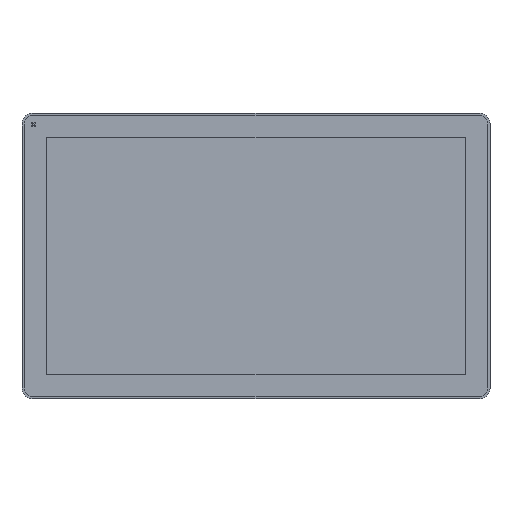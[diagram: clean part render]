
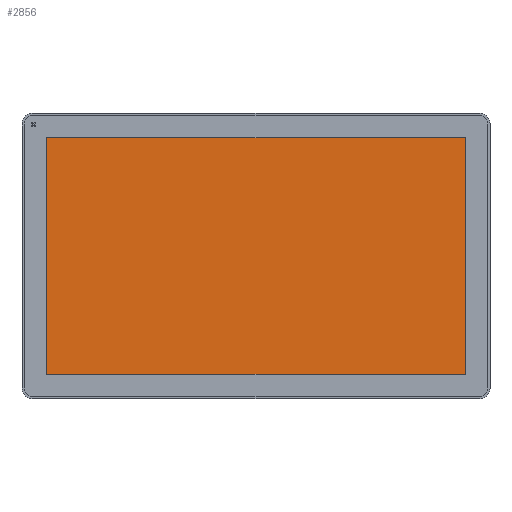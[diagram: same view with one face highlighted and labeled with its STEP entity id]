
A CAD part, top view. The second image highlights one B-rep face of the part: STEP entity #2856.
In plain terms, the highlighted planar face has unit normal (0, 0, 1).
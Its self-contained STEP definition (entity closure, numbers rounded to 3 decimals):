
#291=ORIENTED_EDGE('',*,*,#804,.T.);
#292=ORIENTED_EDGE('',*,*,#807,.T.);
#293=ORIENTED_EDGE('',*,*,#809,.T.);
#294=ORIENTED_EDGE('',*,*,#810,.T.);
#804=EDGE_CURVE('',#1076,#1075,#1263,.T.);
#807=EDGE_CURVE('',#1075,#1077,#1266,.T.);
#809=EDGE_CURVE('',#1077,#1078,#1268,.T.);
#810=EDGE_CURVE('',#1078,#1076,#1269,.T.);
#1075=VERTEX_POINT('',#3928);
#1076=VERTEX_POINT('',#3930);
#1077=VERTEX_POINT('',#3934);
#1078=VERTEX_POINT('',#3938);
#1263=LINE('',#3929,#1485);
#1266=LINE('',#3935,#1488);
#1268=LINE('',#3939,#1490);
#1269=LINE('',#3941,#1491);
#1485=VECTOR('',#3309,1000.);
#1488=VECTOR('',#3314,1000.);
#1490=VECTOR('',#3318,1000.);
#1491=VECTOR('',#3321,1000.);
#1674=EDGE_LOOP('',(#291,#292,#293,#294));
#1816=FACE_BOUND('',#1674,.T.);
#1941=PLANE('',#3008);
#2856=ADVANCED_FACE('',(#1816),#1941,.T.);
#3008=AXIS2_PLACEMENT_3D('',#3942,#3322,#3323);
#3309=DIRECTION('',(0.,-1.,0.));
#3314=DIRECTION('',(1.,0.,0.));
#3318=DIRECTION('',(0.,1.,0.));
#3321=DIRECTION('',(-1.,0.,0.));
#3322=DIRECTION('',(0.,0.,1.));
#3323=DIRECTION('',(1.,0.,0.));
#3928=CARTESIAN_POINT('',(-239.,-134.75,-0.1));
#3929=CARTESIAN_POINT('',(-239.,134.75,-0.1));
#3930=CARTESIAN_POINT('',(-239.,134.75,-0.1));
#3934=CARTESIAN_POINT('',(239.,-134.75,-0.1));
#3935=CARTESIAN_POINT('',(-239.,-134.75,-0.1));
#3938=CARTESIAN_POINT('',(239.,134.75,-0.1));
#3939=CARTESIAN_POINT('',(239.,-134.75,-0.1));
#3941=CARTESIAN_POINT('',(239.,134.75,-0.1));
#3942=CARTESIAN_POINT('',(0.,0.,-0.1));
